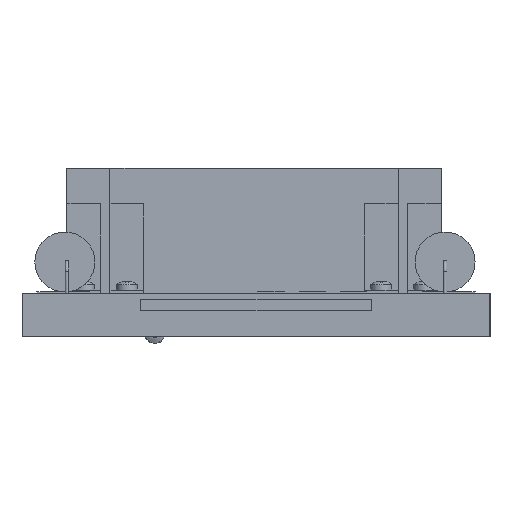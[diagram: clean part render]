
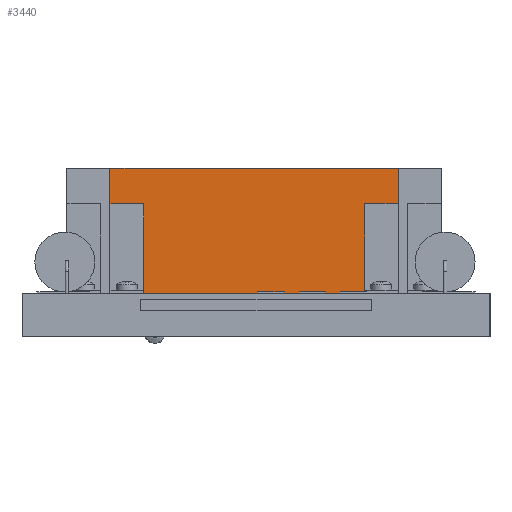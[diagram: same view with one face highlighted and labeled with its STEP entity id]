
A CAD part, left-side view. The second image highlights one B-rep face of the part: STEP entity #3440.
In plain terms, the highlighted face is planar.
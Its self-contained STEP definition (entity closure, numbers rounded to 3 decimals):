
#3440=ADVANCED_FACE('',(#8427),#8429,.T.);
#8427=FACE_BOUND('',#8428,.T.);
#8428=EDGE_LOOP('',(#14072,#14073,#14074,#14075,#14076,#14077,#14078,#14079,#14080,
#14081,#14082));
#8429=PLANE('',#8430);
#8430=AXIS2_PLACEMENT_3D('',#8431,#8432,#8433);
#8431=CARTESIAN_POINT('',(24.514,14.5,89.));
#8432=DIRECTION('',(0.,0.,1.));
#8433=DIRECTION('',(-1.,0.,0.));
#14072=ORIENTED_EDGE('',*,*,#16938,.F.);
#14073=ORIENTED_EDGE('',*,*,#16939,.T.);
#14074=ORIENTED_EDGE('',*,*,#16940,.F.);
#14075=ORIENTED_EDGE('',*,*,#16941,.F.);
#14076=ORIENTED_EDGE('',*,*,#16942,.F.);
#14077=ORIENTED_EDGE('',*,*,#16943,.F.);
#14078=ORIENTED_EDGE('',*,*,#16944,.F.);
#14079=ORIENTED_EDGE('',*,*,#16945,.F.);
#14080=ORIENTED_EDGE('',*,*,#16921,.T.);
#14081=ORIENTED_EDGE('',*,*,#16934,.F.);
#14082=ORIENTED_EDGE('',*,*,#16946,.F.);
#16921=EDGE_CURVE('',#20275,#20276,#20277,.T.);
#16934=EDGE_CURVE('',#20299,#20276,#20300,.T.);
#16938=EDGE_CURVE('',#20304,#20305,#20306,.T.);
#16939=EDGE_CURVE('',#20304,#20307,#20308,.T.);
#16940=EDGE_CURVE('',#20309,#20307,#20310,.T.);
#16941=EDGE_CURVE('',#20311,#20309,#20312,.T.);
#16942=EDGE_CURVE('',#20313,#20311,#20314,.T.);
#16943=EDGE_CURVE('',#20315,#20313,#20316,.T.);
#16944=EDGE_CURVE('',#20317,#20315,#20318,.T.);
#16945=EDGE_CURVE('',#20275,#20317,#20319,.T.);
#16946=EDGE_CURVE('',#20305,#20299,#20320,.T.);
#20275=VERTEX_POINT('',#27431);
#20276=VERTEX_POINT('',#27432);
#20277=LINE('',#27433,#27434);
#20299=VERTEX_POINT('',#27482);
#20300=LINE('',#27483,#27484);
#20304=VERTEX_POINT('',#27495);
#20305=VERTEX_POINT('',#27496);
#20306=LINE('',#27497,#27498);
#20307=VERTEX_POINT('',#27500);
#20308=LINE('',#27501,#27502);
#20309=VERTEX_POINT('',#27504);
#20310=LINE('',#27505,#27506);
#20311=VERTEX_POINT('',#27508);
#20312=LINE('',#27509,#27510);
#20313=VERTEX_POINT('',#27512);
#20314=LINE('',#27513,#27514);
#20315=VERTEX_POINT('',#27516);
#20316=LINE('',#27517,#27518);
#20317=VERTEX_POINT('',#27520);
#20318=LINE('',#27521,#27522);
#20319=LINE('',#27524,#27525);
#20320=LINE('',#27527,#27528);
#27431=CARTESIAN_POINT('',(24.514,14.5,89.));
#27432=CARTESIAN_POINT('',(-43.486,14.5,89.));
#27433=CARTESIAN_POINT('',(24.514,14.5,89.));
#27434=VECTOR('',#27435,1.);
#27435=DIRECTION('',(-1.,0.,0.));
#27482=CARTESIAN_POINT('',(-43.486,13.5,89.));
#27483=CARTESIAN_POINT('',(-43.486,13.5,89.));
#27484=VECTOR('',#27485,1.);
#27485=DIRECTION('',(0.,1.,0.));
#27495=CARTESIAN_POINT('',(-52.486,-9.5,89.));
#27496=CARTESIAN_POINT('',(-43.486,-9.5,89.));
#27497=CARTESIAN_POINT('',(-52.486,-9.5,89.));
#27498=VECTOR('',#27499,1.);
#27499=DIRECTION('',(1.,0.,0.));
#27500=CARTESIAN_POINT('',(-52.486,-19.,89.));
#27501=CARTESIAN_POINT('',(-52.486,-9.5,89.));
#27502=VECTOR('',#27503,1.);
#27503=DIRECTION('',(0.,-1.,0.));
#27504=CARTESIAN_POINT('',(24.514,-19.,89.));
#27505=CARTESIAN_POINT('',(24.514,-19.,89.));
#27506=VECTOR('',#27507,1.);
#27507=DIRECTION('',(-1.,0.,0.));
#27508=CARTESIAN_POINT('',(24.514,-9.52,89.));
#27509=CARTESIAN_POINT('',(24.514,-9.52,89.));
#27510=VECTOR('',#27511,1.);
#27511=DIRECTION('',(0.,-1.,0.));
#27512=CARTESIAN_POINT('',(15.514,-9.52,89.));
#27513=CARTESIAN_POINT('',(15.514,-9.52,89.));
#27514=VECTOR('',#27515,1.);
#27515=DIRECTION('',(1.,0.,0.));
#27516=CARTESIAN_POINT('',(15.514,14.48,89.));
#27517=CARTESIAN_POINT('',(15.514,14.48,89.));
#27518=VECTOR('',#27519,1.);
#27519=DIRECTION('',(0.,-1.,0.));
#27520=CARTESIAN_POINT('',(24.514,14.48,89.));
#27521=CARTESIAN_POINT('',(24.514,14.48,89.));
#27522=VECTOR('',#27523,1.);
#27523=DIRECTION('',(-1.,0.,0.));
#27524=CARTESIAN_POINT('',(24.514,14.5,89.));
#27525=VECTOR('',#27526,1.);
#27526=DIRECTION('',(0.,-1.,0.));
#27527=CARTESIAN_POINT('',(-43.486,-9.5,89.));
#27528=VECTOR('',#27529,1.);
#27529=DIRECTION('',(0.,1.,0.));
